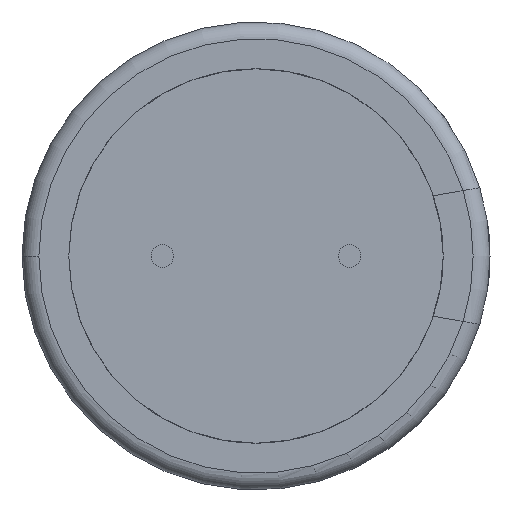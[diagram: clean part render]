
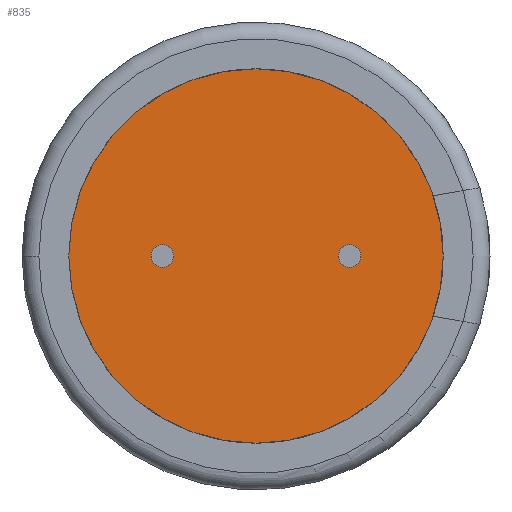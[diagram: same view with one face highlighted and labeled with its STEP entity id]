
A CAD part, front view. The second image highlights one B-rep face of the part: STEP entity #835.
In plain terms, the highlighted planar face has unit normal (0, -1, 0).
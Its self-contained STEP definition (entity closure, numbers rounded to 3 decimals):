
#131 = CARTESIAN_POINT ( 'NONE',  ( 5., 0., 0. ) ) ;
#193 = CARTESIAN_POINT ( 'NONE',  ( 0., 0., 0. ) ) ;
#198 = EDGE_CURVE ( 'NONE', #2127, #2151, #1901, .T. ) ;
#206 = DIRECTION ( 'NONE',  ( 0., 1., 0. ) ) ;
#282 = FACE_OUTER_BOUND ( 'NONE', #730, .T. ) ;
#296 = DIRECTION ( 'NONE',  ( 0., -1., 0. ) ) ;
#340 = PLANE ( 'NONE',  #759 ) ;
#486 = CIRCLE ( 'NONE', #2212, 0.3 ) ;
#491 = CARTESIAN_POINT ( 'NONE',  ( 2.5, 0., 0. ) ) ;
#614 = VERTEX_POINT ( 'NONE', #1729 ) ;
#660 = DIRECTION ( 'NONE',  ( -1., 0., 0. ) ) ;
#679 = VERTEX_POINT ( 'NONE', #1801 ) ;
#681 = CARTESIAN_POINT ( 'NONE',  ( 0., 0., 0. ) ) ;
#694 = DIRECTION ( 'NONE',  ( 0., -1., 0. ) ) ;
#717 = CIRCLE ( 'NONE', #1620, 5. ) ;
#730 = EDGE_LOOP ( 'NONE', ( #2056, #1424 ) ) ;
#743 = CARTESIAN_POINT ( 'NONE',  ( 2.5, 0., -0.3 ) ) ;
#759 = AXIS2_PLACEMENT_3D ( 'NONE', #1721, #1375, #1886 ) ;
#835 = ADVANCED_FACE ( 'NONE', ( #1162, #1184, #282 ), #340, .F. ) ;
#843 = EDGE_CURVE ( 'NONE', #1072, #679, #1532, .T. ) ;
#940 = AXIS2_PLACEMENT_3D ( 'NONE', #193, #206, #1405 ) ;
#1012 = DIRECTION ( 'NONE',  ( 0., 1., 0. ) ) ;
#1034 = DIRECTION ( 'NONE',  ( 0., -1., 0. ) ) ;
#1072 = VERTEX_POINT ( 'NONE', #743 ) ;
#1162 = FACE_BOUND ( 'NONE', #1345, .T. ) ;
#1184 = FACE_BOUND ( 'NONE', #1757, .T. ) ;
#1251 = CIRCLE ( 'NONE', #1772, 0.3 ) ;
#1306 = DIRECTION ( 'NONE',  ( 0., -1., 0. ) ) ;
#1345 = EDGE_LOOP ( 'NONE', ( #1516, #1761 ) ) ;
#1375 = DIRECTION ( 'NONE',  ( 0., 1., 0. ) ) ;
#1386 = EDGE_CURVE ( 'NONE', #1865, #614, #1989, .T. ) ;
#1405 = DIRECTION ( 'NONE',  ( -1., 0., 0. ) ) ;
#1415 = CARTESIAN_POINT ( 'NONE',  ( -2.5, 0., -0.3 ) ) ;
#1424 = ORIENTED_EDGE ( 'NONE', *, *, #198, .F. ) ;
#1516 = ORIENTED_EDGE ( 'NONE', *, *, #2202, .F. ) ;
#1532 = CIRCLE ( 'NONE', #2150, 0.3 ) ;
#1559 = ORIENTED_EDGE ( 'NONE', *, *, #843, .F. ) ;
#1567 = EDGE_CURVE ( 'NONE', #679, #1072, #486, .T. ) ;
#1620 = AXIS2_PLACEMENT_3D ( 'NONE', #681, #1012, #1710 ) ;
#1710 = DIRECTION ( 'NONE',  ( -1., 0., 0. ) ) ;
#1721 = CARTESIAN_POINT ( 'NONE',  ( 0., 0., 0. ) ) ;
#1729 = CARTESIAN_POINT ( 'NONE',  ( -2.5, 0., 0.3 ) ) ;
#1757 = EDGE_LOOP ( 'NONE', ( #2006, #1559 ) ) ;
#1761 = ORIENTED_EDGE ( 'NONE', *, *, #1386, .F. ) ;
#1772 = AXIS2_PLACEMENT_3D ( 'NONE', #2153, #1306, #2011 ) ;
#1801 = CARTESIAN_POINT ( 'NONE',  ( 2.5, 0., 0.3 ) ) ;
#1855 = CARTESIAN_POINT ( 'NONE',  ( 2.5, 0., 0. ) ) ;
#1865 = VERTEX_POINT ( 'NONE', #1415 ) ;
#1886 = DIRECTION ( 'NONE',  ( -1., 0., 0. ) ) ;
#1901 = CIRCLE ( 'NONE', #940, 5. ) ;
#1908 = DIRECTION ( 'NONE',  ( -1., 0., 0. ) ) ;
#1913 = CARTESIAN_POINT ( 'NONE',  ( -2.5, 0., 0. ) ) ;
#1989 = CIRCLE ( 'NONE', #2062, 0.3 ) ;
#2006 = ORIENTED_EDGE ( 'NONE', *, *, #1567, .F. ) ;
#2010 = EDGE_CURVE ( 'NONE', #2151, #2127, #717, .T. ) ;
#2011 = DIRECTION ( 'NONE',  ( -1., 0., 0. ) ) ;
#2022 = DIRECTION ( 'NONE',  ( -1., 0., 0. ) ) ;
#2056 = ORIENTED_EDGE ( 'NONE', *, *, #2010, .F. ) ;
#2062 = AXIS2_PLACEMENT_3D ( 'NONE', #1913, #694, #1908 ) ;
#2127 = VERTEX_POINT ( 'NONE', #131 ) ;
#2144 = CARTESIAN_POINT ( 'NONE',  ( -5., 0., 0. ) ) ;
#2150 = AXIS2_PLACEMENT_3D ( 'NONE', #491, #1034, #660 ) ;
#2151 = VERTEX_POINT ( 'NONE', #2144 ) ;
#2153 = CARTESIAN_POINT ( 'NONE',  ( -2.5, 0., 0. ) ) ;
#2202 = EDGE_CURVE ( 'NONE', #614, #1865, #1251, .T. ) ;
#2212 = AXIS2_PLACEMENT_3D ( 'NONE', #1855, #296, #2022 ) ;
